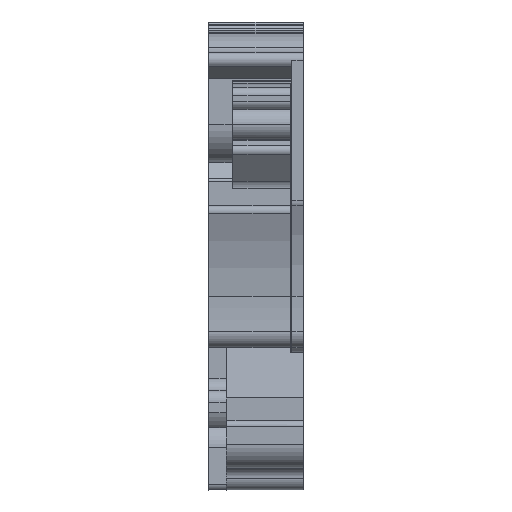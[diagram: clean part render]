
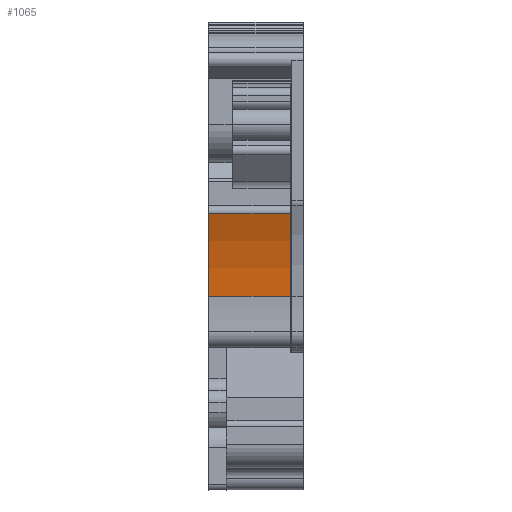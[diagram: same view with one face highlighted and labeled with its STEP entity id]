
A CAD part, front view. The second image highlights one B-rep face of the part: STEP entity #1065.
In plain terms, the highlighted cylindrical face has radius 20 mm (diameter 40 mm), a partial arc.
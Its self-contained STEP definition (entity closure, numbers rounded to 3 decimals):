
#1029=AXIS2_PLACEMENT_3D('Cylinder Axis2P3D',#1026,#1027,#1028) ;
#1033=AXIS2_PLACEMENT_3D('Circle Axis2P3D',#1031,#1032,$) ;
#1049=AXIS2_PLACEMENT_3D('Circle Axis2P3D',#1047,#1048,$) ;
#1026=CARTESIAN_POINT('Axis2P3D Location',(4.,-18.005,15.64)) ;
#1031=CARTESIAN_POINT('Axis2P3D Location',(6.9,-18.005,15.64)) ;
#1035=CARTESIAN_POINT('Vertex',(6.9,1.984,16.3)) ;
#1037=CARTESIAN_POINT('Vertex',(6.9,0.482,23.271)) ;
#1040=CARTESIAN_POINT('Line Origine',(4.,0.482,23.271)) ;
#1044=CARTESIAN_POINT('Vertex',(0.,0.482,23.271)) ;
#1047=CARTESIAN_POINT('Axis2P3D Location',(0.,-18.005,15.64)) ;
#1051=CARTESIAN_POINT('Vertex',(0.,1.984,16.3)) ;
#1054=CARTESIAN_POINT('Line Origine',(4.,1.984,16.3)) ;
#1027=DIRECTION('Axis2P3D Direction',(1.,-0.,0.)) ;
#1028=DIRECTION('Axis2P3D XDirection',(0.,0.999,0.033)) ;
#1032=DIRECTION('Axis2P3D Direction',(1.,-0.,0.)) ;
#1041=DIRECTION('Vector Direction',(1.,0.,0.)) ;
#1048=DIRECTION('Axis2P3D Direction',(1.,-0.,0.)) ;
#1055=DIRECTION('Vector Direction',(1.,0.,0.)) ;
#1042=VECTOR('Line Direction',#1041,1.) ;
#1056=VECTOR('Line Direction',#1055,1.) ;
#1060=ORIENTED_EDGE('',*,*,#1039,.T.) ;
#1061=ORIENTED_EDGE('',*,*,#1046,.F.) ;
#1062=ORIENTED_EDGE('',*,*,#1053,.T.) ;
#1063=ORIENTED_EDGE('',*,*,#1058,.T.) ;
#1065=ADVANCED_FACE('V1',(#1064),#1030,.F.) ;
#1034=CIRCLE('generated circle',#1033,20.) ;
#1050=CIRCLE('generated circle',#1049,20.) ;
#1030=CYLINDRICAL_SURFACE('generated cylinder',#1029,20.) ;
#1039=EDGE_CURVE('',#1036,#1038,#1034,.T.) ;
#1046=EDGE_CURVE('',#1045,#1038,#1043,.T.) ;
#1053=EDGE_CURVE('',#1045,#1052,#1050,.F.) ;
#1058=EDGE_CURVE('',#1052,#1036,#1057,.T.) ;
#1059=EDGE_LOOP('',(#1060,#1061,#1062,#1063)) ;
#1064=FACE_OUTER_BOUND('',#1059,.T.) ;
#1043=LINE('Line',#1040,#1042) ;
#1057=LINE('Line',#1054,#1056) ;
#1036=VERTEX_POINT('',#1035) ;
#1038=VERTEX_POINT('',#1037) ;
#1045=VERTEX_POINT('',#1044) ;
#1052=VERTEX_POINT('',#1051) ;
